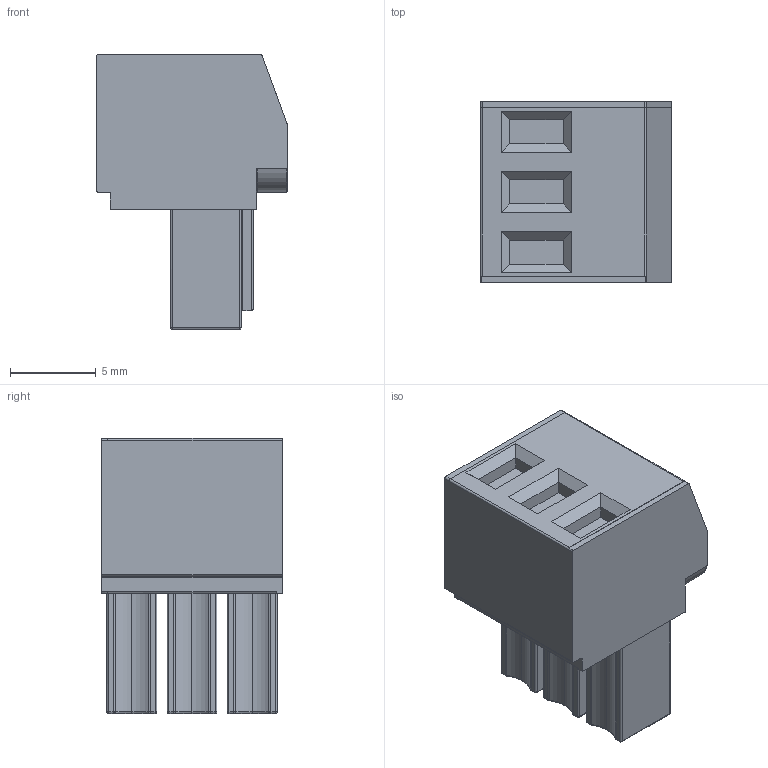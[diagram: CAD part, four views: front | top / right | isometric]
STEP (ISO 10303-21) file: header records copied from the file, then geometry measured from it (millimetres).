
FILE_DESCRIPTION (( 'STEP AP214' ), '1' );
FILE_NAME ('BX-RTB03S.STEP', '2017-03-21T00:36:14', ( '' ), ( '' ), 'SwSTEP 2.0', 'SolidWorks 2016', '' );
FILE_SCHEMA (( 'AUTOMOTIVE_DESIGN' ));
Length unit declared in the file: millimetre
Products named in the file (1): BX-RTB03S
Bounding box: 11.1 x 10.5 x 16 mm (x, y, z)
Volume: 1175 mm3; surface area: 1068.9 mm2
Topology: 1 solids, 1 shells, 251 faces, 608 edges, 366 vertices
Faces by surface type: cylinder 113, plane 108, torus 18, sphere 12
Entity records: 8037 total; most frequent: CARTESIAN_POINT 1556, DIRECTION 1267, ORIENTED_EDGE 1192, EDGE_CURVE 596, AXIS2_PLACEMENT_3D 459, VERTEX_POINT 366, LINE 349, VECTOR 349
